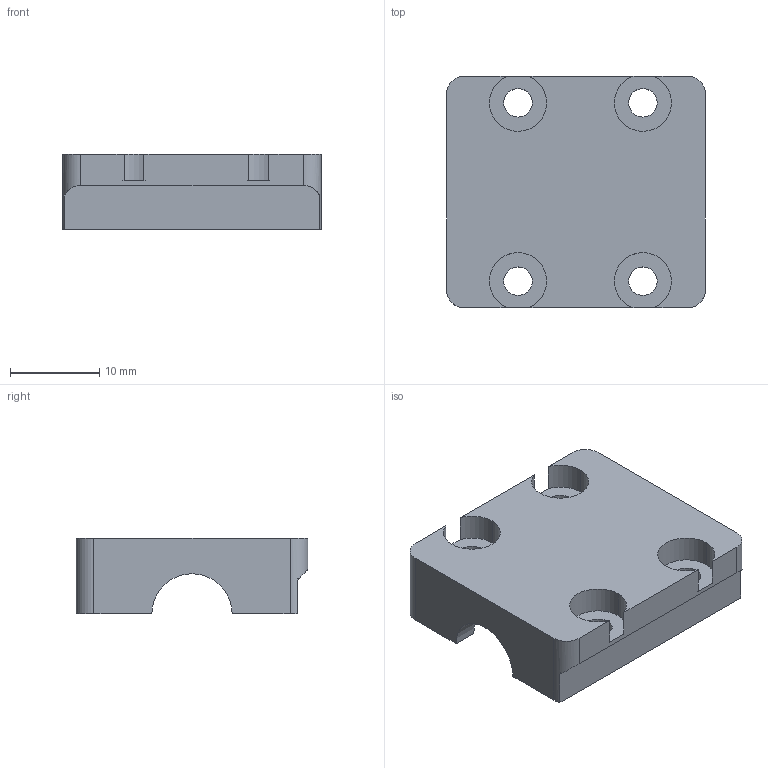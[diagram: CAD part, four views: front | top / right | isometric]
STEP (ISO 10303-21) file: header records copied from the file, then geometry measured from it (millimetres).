
FILE_DESCRIPTION(('FreeCAD Model'),'2;1');
FILE_NAME('X-Linear-Support.step','2015-10-03T17:09:36',('Author'),(''), 'Open CASCADE STEP processor 6.8','FreeCAD','Unknown');
FILE_SCHEMA(('AUTOMOTIVE_DESIGN_CC2 { 1 2 10303 214 -1 1 5 4 }'));
Length unit declared in the file: millimetre
Products named in the file (1): Pocket002
Bounding box: 29 x 26 x 8.5 mm (x, y, z)
Volume: 3353 mm3; surface area: 3029.4 mm2
Topology: 1 solids, 1 shells, 36 faces, 100 edges, 66 vertices
Faces by surface type: cylinder 21, plane 15
Full cylindrical faces by diameter (mm): 3.2 x4
Entity records: 2525 total; most frequent: CARTESIAN_POINT 549, DIRECTION 358, ORIENTED_EDGE 200, PCURVE 200, DEFINITIONAL_REPRESENTATION 200, LINE 172, VECTOR 172, EDGE_CURVE 100
